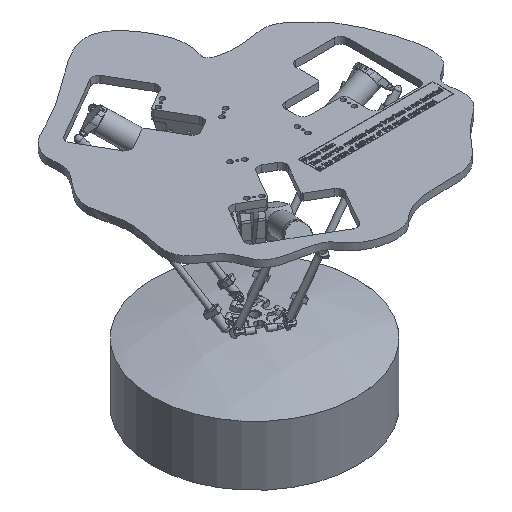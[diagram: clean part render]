
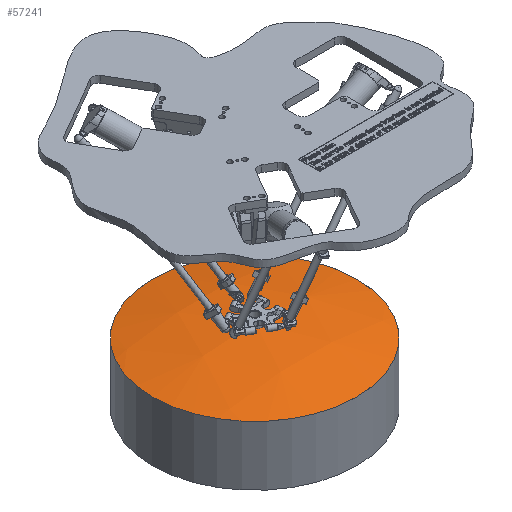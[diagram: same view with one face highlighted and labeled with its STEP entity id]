
A CAD part, isometric view. The second image highlights one B-rep face of the part: STEP entity #57241.
In plain terms, the highlighted spherical face has radius 1144.25 mm.
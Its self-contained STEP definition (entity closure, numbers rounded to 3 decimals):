
#2630=SPHERICAL_SURFACE('',#60904,1144.25);
#18316=FACE_OUTER_BOUND('',#22038,.T.);
#22038=EDGE_LOOP('',(#51532));
#23159=CIRCLE('',#60905,299.9);
#28294=VERTEX_POINT('',#109768);
#36041=EDGE_CURVE('',#28294,#28294,#23159,.T.);
#51532=ORIENTED_EDGE('',*,*,#36041,.F.);
#57241=ADVANCED_FACE('',(#18316),#2630,.T.);
#60904=AXIS2_PLACEMENT_3D('',#109767,#72816,#72817);
#60905=AXIS2_PLACEMENT_3D('',#109769,#72818,#72819);
#72816=DIRECTION('center_axis',(0.,0.,1.));
#72817=DIRECTION('ref_axis',(1.,0.,0.));
#72818=DIRECTION('center_axis',(0.,-1.,0.));
#72819=DIRECTION('ref_axis',(0.,0.,-1.));
#109767=CARTESIAN_POINT('Origin',(0.,-854.25,0.));
#109768=CARTESIAN_POINT('',(-299.9,250.,0.));
#109769=CARTESIAN_POINT('Origin',(0.,250.,0.));
